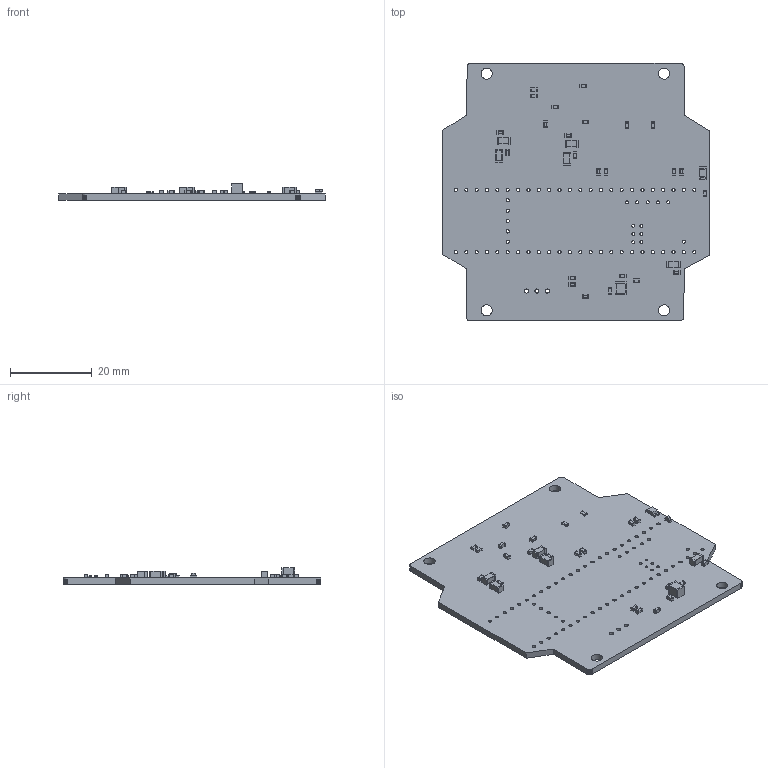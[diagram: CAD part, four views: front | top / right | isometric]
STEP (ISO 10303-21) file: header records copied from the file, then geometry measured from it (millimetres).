
FILE_DESCRIPTION(('KiCad electronic assembly'),'2;1');
FILE_NAME('rearbox.step','2024-04-06T17:29:02',('Pcbnew'),('Kicad'), 'Open CASCADE STEP processor 7.6','KiCad to STEP converter','Unknown' );
FILE_SCHEMA(('AUTOMOTIVE_DESIGN { 1 0 10303 214 1 1 1 1 }'));
Length unit declared in the file: millimetre
Products named in the file (14): rearbox 1; L_1210_3225Metric; SOLID; C_0603_1608Metric; R_0603_1608Metric; C_1206_3216Metric; LED_1206_3216Metric; LED_0603_1608Metric; rearbox PCB
Assembly tree (38 placements, depth 3):
  rearbox 1
    L_1210_3225Metric
      SOLID
    C_0603_1608Metric  x18
      SOLID
    R_0603_1608Metric  x5
      SOLID
    C_1206_3216Metric  x5
      SOLID
    LED_1206_3216Metric
      SOLID
    LED_0603_1608Metric
      SOLID
    rearbox PCB
Bounding box: 65.33 x 63.14 x 4.13 mm (x, y, z)
Volume: 5953.7 mm3; surface area: 8475.4 mm2
Topology: 32 solids, 32 shells, 1021 faces, 2685 edges, 1778 vertices
Faces by surface type: plane 605, cylinder 416
Full cylindrical faces by diameter (mm): 0.7 x6, 0.75 x5, 0.8 x54, 1 x3, 2.75 x4
Entity records: 24986 total; most frequent: CARTESIAN_POINT 4889, DIRECTION 3499, LINE 2175, VECTOR 2175, ORIENTED_EDGE 1802, PCURVE 1802, DEFINITIONAL_REPRESENTATION 1802, EDGE_CURVE 901
